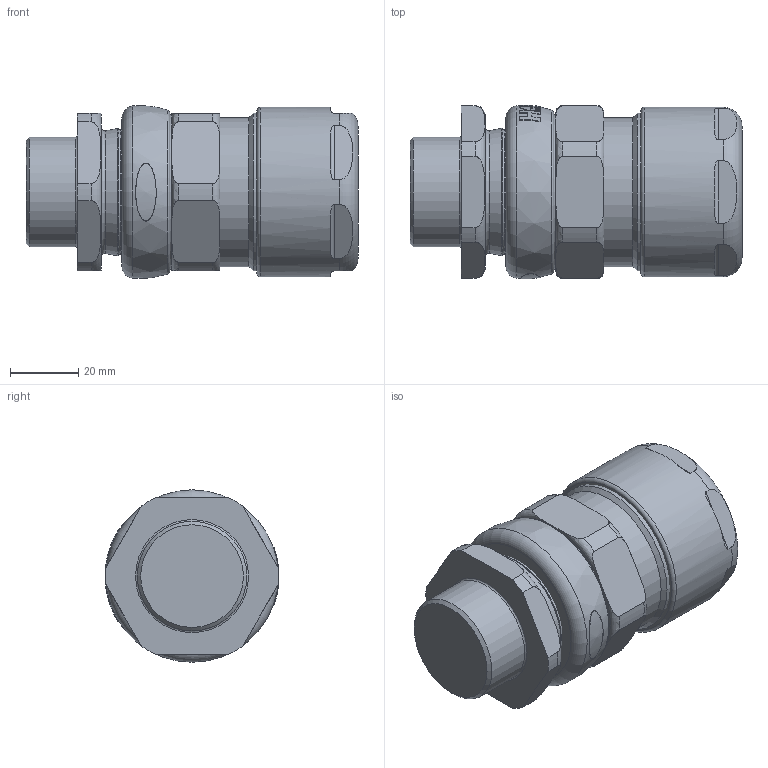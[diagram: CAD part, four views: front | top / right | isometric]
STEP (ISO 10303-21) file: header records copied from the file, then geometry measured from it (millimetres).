
FILE_DESCRIPTION(/* description */ (''),/* implementation_level */ '2;1');
FILE_NAME(/* name */ '153_UNIV_X C.stp',/* time_stamp */ '2021-02-18T13:21:59+06:00',/* author */ ('jgandhi'),/* organization */ (''),/* preprocessor_version */ 'ST-DEVELOPER v18',/* originating_system */ 'Autodesk Inventor 2020',/* authorisation */ '');
FILE_SCHEMA (('AUTOMOTIVE_DESIGN { 1 0 10303 214 3 1 1 }'));
Length unit declared in the file: millimetre
Products named in the file (1): 153_UNIV_X C
Bounding box: 96.95 x 50.75 x 50.36 mm (x, y, z)
Surface area: 63744.7 mm2
Topology: 11 solids, 11 shells, 867 faces, 2422 edges, 1607 vertices
Faces by surface type: plane 342, cylinder 161, cone 153, torus 125, bspline 86
Full cylindrical faces by diameter (mm): 17.44 x1, 27.3 x1, 30.3 x2, 32 x1, 33.3 x1, 33.9 x1, 36.277 x1, 36.6 x1, 37.4 x1, 37.8 x1, 38 x1, 38.1 x3, 38.8 x1, 41.275 x1, 43.54 x2, 45.15 x1, 46 x2, 49.5 x1
Entity records: 33316 total; most frequent: CARTESIAN_POINT 11684, ORIENTED_EDGE 4876, DIRECTION 3952, EDGE_CURVE 2438, AXIS2_PLACEMENT_3D 1628, VERTEX_POINT 1607, EDGE_LOOP 901, FACE_OUTER_BOUND 867
